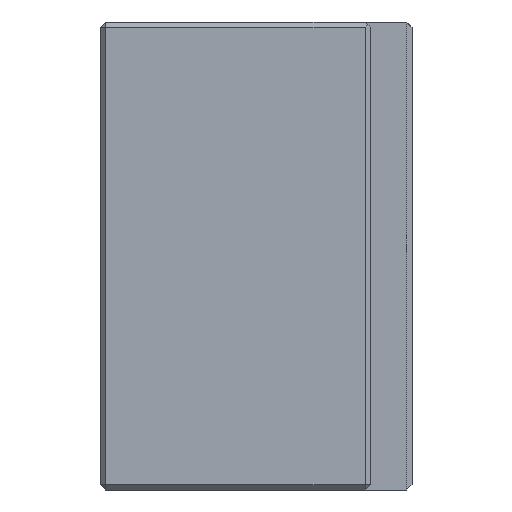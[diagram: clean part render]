
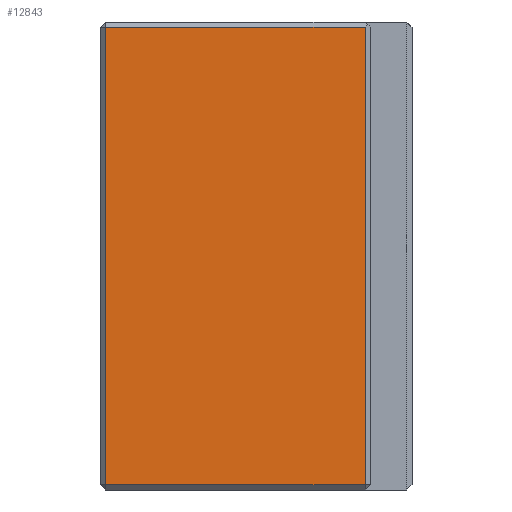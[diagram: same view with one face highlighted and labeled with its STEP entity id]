
A CAD part, left-side view. The second image highlights one B-rep face of the part: STEP entity #12843.
In plain terms, the highlighted planar face has unit normal (-1, 0, 0).
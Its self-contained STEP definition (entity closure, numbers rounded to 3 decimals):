
#1177 = EDGE_CURVE ( 'NONE', #1581, #1582, #4017, .T. ) ;
#1178 = EDGE_CURVE ( 'NONE', #1582, #1577, #4013, .T. ) ;
#1180 = EDGE_CURVE ( 'NONE', #1575, #1581, #4019, .T. ) ;
#1183 = EDGE_CURVE ( 'NONE', #1577, #1575, #4029, .T. ) ;
#1575 = VERTEX_POINT ( 'NONE', #6353 ) ;
#1577 = VERTEX_POINT ( 'NONE', #6355 ) ;
#1581 = VERTEX_POINT ( 'NONE', #6359 ) ;
#1582 = VERTEX_POINT ( 'NONE', #6360 ) ;
#1860 = ORIENTED_EDGE ( 'NONE', *, *, #1183, .T. ) ;
#1861 = ORIENTED_EDGE ( 'NONE', *, *, #1180, .T. ) ;
#1862 = ORIENTED_EDGE ( 'NONE', *, *, #1177, .T. ) ;
#1863 = ORIENTED_EDGE ( 'NONE', *, *, #1178, .T. ) ;
#4013 = LINE ( 'NONE', #5057, #4022 ) ;
#4017 = LINE ( 'NONE', #5063, #4020 ) ;
#4019 = LINE ( 'NONE', #5059, #4026 ) ;
#4020 = VECTOR ( 'NONE', #5064, 1000. ) ;
#4022 = VECTOR ( 'NONE', #5065, 1000. ) ;
#4026 = VECTOR ( 'NONE', #5069, 1000. ) ;
#4029 = LINE ( 'NONE', #5074, #4032 ) ;
#4032 = VECTOR ( 'NONE', #5075, 1000. ) ;
#5057 = CARTESIAN_POINT ( 'NONE',  ( -25.312, 16.883, 22. ) ) ;
#5059 = CARTESIAN_POINT ( 'NONE',  ( -25.312, 16.883, -22. ) ) ;
#5063 = CARTESIAN_POINT ( 'NONE',  ( -25.312, -8.617, 22.5 ) ) ;
#5064 = DIRECTION ( 'NONE',  ( 0., 0., 1. ) ) ;
#5065 = DIRECTION ( 'NONE',  ( 0., 1., 0. ) ) ;
#5069 = DIRECTION ( 'NONE',  ( 0., -1., 0. ) ) ;
#5074 = CARTESIAN_POINT ( 'NONE',  ( -25.312, 16.383, 22.5 ) ) ;
#5075 = DIRECTION ( 'NONE',  ( 0., 0., -1. ) ) ;
#6353 = CARTESIAN_POINT ( 'NONE',  ( -25.312, 16.383, -22. ) ) ;
#6355 = CARTESIAN_POINT ( 'NONE',  ( -25.312, 16.383, 22. ) ) ;
#6359 = CARTESIAN_POINT ( 'NONE',  ( -25.312, -8.617, -22. ) ) ;
#6360 = CARTESIAN_POINT ( 'NONE',  ( -25.312, -8.617, 22. ) ) ;
#7123 = EDGE_LOOP ( 'NONE', ( #1860, #1861, #1862, #1863 ) ) ;
#8934 = FACE_OUTER_BOUND ( 'NONE', #7123, .T. ) ;
#10634 = AXIS2_PLACEMENT_3D ( 'NONE', #11588, #11593, #11594 ) ;
#11588 = CARTESIAN_POINT ( 'NONE',  ( -25.312, 16.883, 22.5 ) ) ;
#11590 = PLANE ( 'NONE',  #10634 ) ;
#11593 = DIRECTION ( 'NONE',  ( 1., 0., 0. ) ) ;
#11594 = DIRECTION ( 'NONE',  ( 0., 1., 0. ) ) ;
#12843 = ADVANCED_FACE ( 'NONE', ( #8934 ), #11590, .F. ) ;
